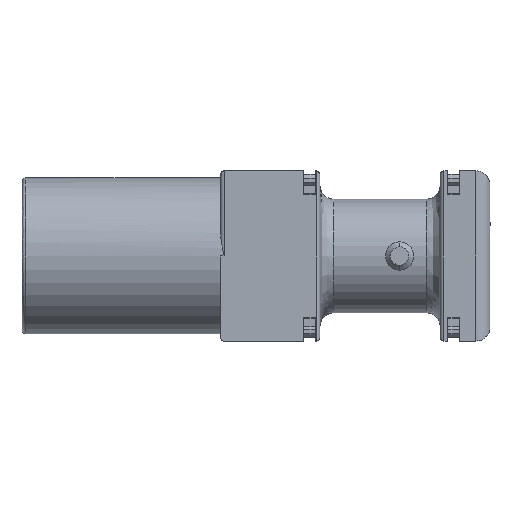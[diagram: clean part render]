
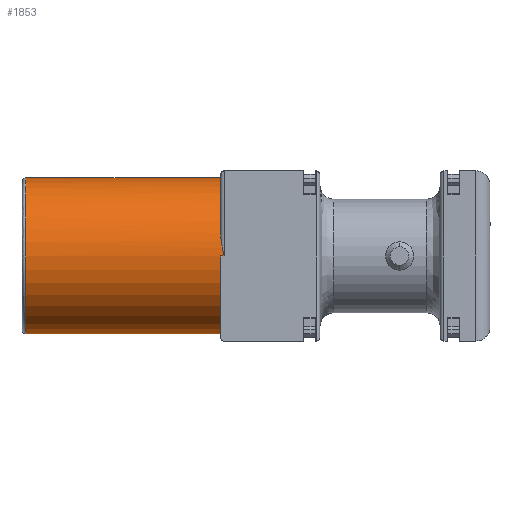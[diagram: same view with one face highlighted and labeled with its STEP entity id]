
A CAD part, front view. The second image highlights one B-rep face of the part: STEP entity #1853.
In plain terms, the highlighted cylindrical face has radius 5.5 mm (diameter 11 mm), a partial arc.
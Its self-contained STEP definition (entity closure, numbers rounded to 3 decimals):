
#56 = DIRECTION ( 'NONE',  ( 1., 0., 0. ) ) ;
#100 = VERTEX_POINT ( 'NONE', #1253 ) ;
#255 = CARTESIAN_POINT ( 'NONE',  ( 14.041, -5.392, 1.096 ) ) ;
#355 = ORIENTED_EDGE ( 'NONE', *, *, #1586, .T. ) ;
#460 = ORIENTED_EDGE ( 'NONE', *, *, #5633, .T. ) ;
#493 = AXIS2_PLACEMENT_3D ( 'NONE', #725, #2533, #5758 ) ;
#502 = EDGE_CURVE ( 'NONE', #726, #5719, #4404, .T. ) ;
#678 = EDGE_CURVE ( 'NONE', #3108, #100, #5740, .T. ) ;
#725 = CARTESIAN_POINT ( 'NONE',  ( 14., 0., 0. ) ) ;
#726 = VERTEX_POINT ( 'NONE', #3428 ) ;
#996 = AXIS2_PLACEMENT_3D ( 'NONE', #1602, #5234, #1160 ) ;
#1140 = CARTESIAN_POINT ( 'NONE',  ( 14.132, -5.479, 0.551 ) ) ;
#1146 = CARTESIAN_POINT ( 'NONE',  ( 14., 0., 5.5 ) ) ;
#1160 = DIRECTION ( 'NONE',  ( 0., 0., -1. ) ) ;
#1205 = CARTESIAN_POINT ( 'NONE',  ( 7., 0., -5.5 ) ) ;
#1227 = CIRCLE ( 'NONE', #493, 5.5 ) ;
#1253 = CARTESIAN_POINT ( 'NONE',  ( 14., -5.5, 0. ) ) ;
#1336 = CARTESIAN_POINT ( 'NONE',  ( 7., 0., 5.5 ) ) ;
#1373 = ORIENTED_EDGE ( 'NONE', *, *, #678, .T. ) ;
#1408 = DIRECTION ( 'NONE',  ( 0., 0., -1. ) ) ;
#1412 = CARTESIAN_POINT ( 'NONE',  ( 14., -5.292, 1.505 ) ) ;
#1564 = ORIENTED_EDGE ( 'NONE', *, *, #502, .T. ) ;
#1574 = CARTESIAN_POINT ( 'NONE',  ( 14.25, -5.5, 0. ) ) ;
#1586 = EDGE_CURVE ( 'NONE', #5719, #3108, #2081, .T. ) ;
#1602 = CARTESIAN_POINT ( 'NONE',  ( 0.25, 0., 0. ) ) ;
#1705 = B_SPLINE_CURVE_WITH_KNOTS ( 'NONE', 3,
 ( #1574, #5648, #1140, #2951, #255, #5683, #1412, #4624 ),
 .UNSPECIFIED., .F., .F.,
 ( 4, 2, 2, 4 ),
 ( 0., 0.001, 0.001, 0.002 ),
 .UNSPECIFIED. ) ;
#1853 = ADVANCED_FACE ( 'NONE', ( #4132 ), #1917, .T. ) ;
#1917 = CYLINDRICAL_SURFACE ( 'NONE', #4237, 5.5 ) ;
#1992 = VERTEX_POINT ( 'NONE', #5803 ) ;
#2081 = LINE ( 'NONE', #1205, #5361 ) ;
#2327 = CARTESIAN_POINT ( 'NONE',  ( 23.5, -5.5, 0. ) ) ;
#2355 = CARTESIAN_POINT ( 'NONE',  ( 0.25, 0., -5.5 ) ) ;
#2420 = VECTOR ( 'NONE', #3987, 1000. ) ;
#2533 = DIRECTION ( 'NONE',  ( -1., 0., 0. ) ) ;
#2784 = LINE ( 'NONE', #1336, #4822 ) ;
#2889 = DIRECTION ( 'NONE',  ( 1., 0., 0. ) ) ;
#2951 = CARTESIAN_POINT ( 'NONE',  ( 14.062, -5.417, 0.96 ) ) ;
#3108 = VERTEX_POINT ( 'NONE', #4644 ) ;
#3195 = ORIENTED_EDGE ( 'NONE', *, *, #4073, .T. ) ;
#3214 = VERTEX_POINT ( 'NONE', #1146 ) ;
#3279 = EDGE_CURVE ( 'NONE', #726, #3214, #2784, .T. ) ;
#3428 = CARTESIAN_POINT ( 'NONE',  ( 0.25, 0., 5.5 ) ) ;
#3528 = ORIENTED_EDGE ( 'NONE', *, *, #3279, .F. ) ;
#3681 = CARTESIAN_POINT ( 'NONE',  ( 14., 0., 0. ) ) ;
#3880 = DIRECTION ( 'NONE',  ( 1., 0., 0. ) ) ;
#3987 = DIRECTION ( 'NONE',  ( 1., 0., 0. ) ) ;
#4073 = EDGE_CURVE ( 'NONE', #4687, #3214, #1227, .T. ) ;
#4132 = FACE_OUTER_BOUND ( 'NONE', #4525, .T. ) ;
#4237 = AXIS2_PLACEMENT_3D ( 'NONE', #4690, #2889, #5582 ) ;
#4404 = CIRCLE ( 'NONE', #996, 5.5 ) ;
#4409 = AXIS2_PLACEMENT_3D ( 'NONE', #3681, #5481, #1408 ) ;
#4525 = EDGE_LOOP ( 'NONE', ( #3528, #1564, #355, #1373, #460, #4900, #3195 ) ) ;
#4624 = CARTESIAN_POINT ( 'NONE',  ( 14., -5.25, 1.639 ) ) ;
#4644 = CARTESIAN_POINT ( 'NONE',  ( 14., 0., -5.5 ) ) ;
#4687 = VERTEX_POINT ( 'NONE', #5217 ) ;
#4690 = CARTESIAN_POINT ( 'NONE',  ( 7., 0., 0. ) ) ;
#4822 = VECTOR ( 'NONE', #56, 1000. ) ;
#4900 = ORIENTED_EDGE ( 'NONE', *, *, #5604, .T. ) ;
#5217 = CARTESIAN_POINT ( 'NONE',  ( 14., -5.25, 1.639 ) ) ;
#5234 = DIRECTION ( 'NONE',  ( 1., 0., 0. ) ) ;
#5361 = VECTOR ( 'NONE', #3880, 1000. ) ;
#5456 = LINE ( 'NONE', #2327, #2420 ) ;
#5481 = DIRECTION ( 'NONE',  ( -1., 0., 0. ) ) ;
#5582 = DIRECTION ( 'NONE',  ( 0., 0., -1. ) ) ;
#5604 = EDGE_CURVE ( 'NONE', #1992, #4687, #1705, .T. ) ;
#5633 = EDGE_CURVE ( 'NONE', #100, #1992, #5456, .T. ) ;
#5648 = CARTESIAN_POINT ( 'NONE',  ( 14.191, -5.5, 0.276 ) ) ;
#5683 = CARTESIAN_POINT ( 'NONE',  ( 14.01, -5.329, 1.368 ) ) ;
#5719 = VERTEX_POINT ( 'NONE', #2355 ) ;
#5740 = CIRCLE ( 'NONE', #4409, 5.5 ) ;
#5758 = DIRECTION ( 'NONE',  ( 0., 0., -1. ) ) ;
#5803 = CARTESIAN_POINT ( 'NONE',  ( 14.25, -5.5, 0. ) ) ;
